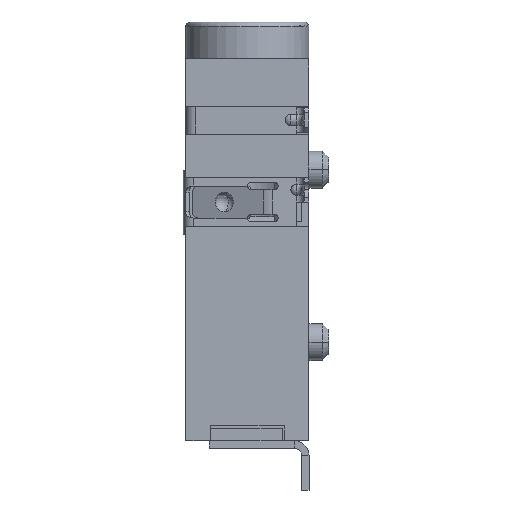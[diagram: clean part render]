
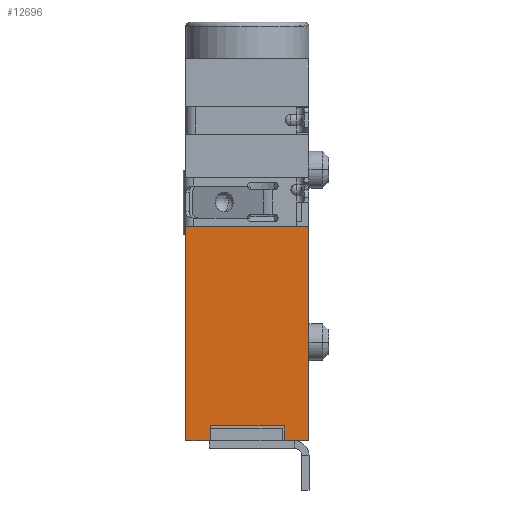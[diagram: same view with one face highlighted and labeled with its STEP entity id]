
A CAD part, left-side view. The second image highlights one B-rep face of the part: STEP entity #12696.
In plain terms, the highlighted planar face has unit normal (-1, 0, 0).
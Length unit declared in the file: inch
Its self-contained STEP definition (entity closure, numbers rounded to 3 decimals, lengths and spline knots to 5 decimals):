
#1602=VERTEX_POINT('',#21582);
#1603=VERTEX_POINT('',#21584);
#1651=VERTEX_POINT('',#21699);
#1652=VERTEX_POINT('',#21701);
#1656=VERTEX_POINT('',#21711);
#1658=VERTEX_POINT('',#21714);
#1824=VERTEX_POINT('',#22210);
#1825=VERTEX_POINT('',#22216);
#2985=VECTOR('',#16051,1.);
#3042=VECTOR('',#16119,1.);
#3048=VECTOR('',#16126,1.);
#3161=VECTOR('',#16340,1.);
#3252=VECTOR('',#16466,1.);
#3255=VECTOR('',#16471,1.);
#3256=VECTOR('',#16474,1.);
#3261=VECTOR('',#16482,1.);
#4477=LINE('',#21583,#2985);
#4534=LINE('',#21700,#3042);
#4540=LINE('',#21713,#3048);
#4653=LINE('',#22033,#3161);
#4744=LINE('',#22211,#3252);
#4747=LINE('',#22217,#3255);
#4748=LINE('',#22220,#3256);
#4753=LINE('',#22230,#3261);
#6328=EDGE_CURVE('',#1602,#1603,#4477,.T.);
#6390=EDGE_CURVE('',#1652,#1651,#4534,.T.);
#6396=EDGE_CURVE('',#1658,#1656,#4540,.T.);
#6546=EDGE_CURVE('',#1652,#1602,#4653,.T.);
#6639=EDGE_CURVE('',#1651,#1824,#4744,.T.);
#6642=EDGE_CURVE('',#1825,#1824,#4747,.T.);
#6643=EDGE_CURVE('',#1658,#1825,#4748,.T.);
#6648=EDGE_CURVE('',#1656,#1603,#4753,.T.);
#10132=ORIENTED_EDGE('',*,*,#6546,.F.);
#10133=ORIENTED_EDGE('',*,*,#6390,.T.);
#10134=ORIENTED_EDGE('',*,*,#6639,.T.);
#10135=ORIENTED_EDGE('',*,*,#6642,.F.);
#10136=ORIENTED_EDGE('',*,*,#6643,.F.);
#10137=ORIENTED_EDGE('',*,*,#6396,.T.);
#10138=ORIENTED_EDGE('',*,*,#6648,.T.);
#10139=ORIENTED_EDGE('',*,*,#6328,.F.);
#11279=EDGE_LOOP('',(#10132,#10133,#10134,#10135,#10136,#10137,#10138,#10139));
#12001=FACE_BOUND('',#11279,.T.);
#12696=ADVANCED_FACE('',(#12001),#22949,.T.);
#13665=AXIS2_PLACEMENT_3D('',#22229,#16481,$);
#16051=DIRECTION('',(0.,-1.,0.));
#16119=DIRECTION('',(0.,-1.,0.));
#16126=DIRECTION('',(0.,-1.,0.));
#16340=DIRECTION('',(0.,0.,1.));
#16466=DIRECTION('',(0.,0.,1.));
#16471=DIRECTION('',(0.,1.,0.));
#16474=DIRECTION('',(0.,0.,1.));
#16481=DIRECTION('',(-1.,0.,0.));
#16482=DIRECTION('',(0.,0.,1.));
#21582=CARTESIAN_POINT('',(-3.,2.5,8.7));
#21583=CARTESIAN_POINT('',(-3.,2.5,8.7));
#21584=CARTESIAN_POINT('',(-3.,-2.5,8.7));
#21699=CARTESIAN_POINT('',(-3.,1.5,0.));
#21700=CARTESIAN_POINT('',(-3.,2.5,0.));
#21701=CARTESIAN_POINT('',(-3.,2.5,0.));
#21711=CARTESIAN_POINT('',(-3.,-2.5,0.));
#21713=CARTESIAN_POINT('',(-3.,-1.5,0.));
#21714=CARTESIAN_POINT('',(-3.,-1.5,0.));
#22033=CARTESIAN_POINT('',(-3.,2.5,0.));
#22210=CARTESIAN_POINT('',(-3.,1.5,0.6));
#22211=CARTESIAN_POINT('',(-3.,1.5,0.));
#22216=CARTESIAN_POINT('',(-3.,-1.5,0.6));
#22217=CARTESIAN_POINT('',(-3.,-1.5,0.6));
#22220=CARTESIAN_POINT('',(-3.,-1.5,0.));
#22229=CARTESIAN_POINT('',(-3.,2.5,0.));
#22230=CARTESIAN_POINT('',(-3.,-2.5,0.));
#22949=PLANE('',#13665);
